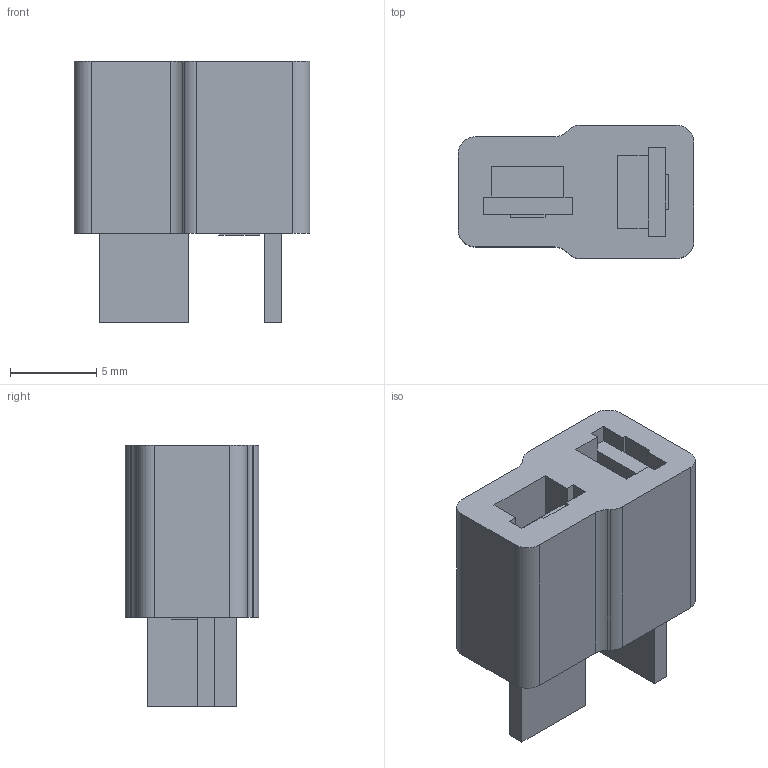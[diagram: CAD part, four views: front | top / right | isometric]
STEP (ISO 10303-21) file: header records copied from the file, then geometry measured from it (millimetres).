
FILE_DESCRIPTION (( 'STEP AP214' ), '1' );
FILE_NAME ('Female T-Plug connector.STEP', '2023-07-21T18:21:34', ( '' ), ( '' ), 'SwSTEP 2.0', 'SolidWorks 2010', '' );
FILE_SCHEMA (( 'AUTOMOTIVE_DESIGN' ));
Length unit declared in the file: millimetre
Products named in the file (1): Female T-Plug connector
Bounding box: 13.7 x 7.75 x 15.2 mm (x, y, z)
Volume: 872.7 mm3; surface area: 1011.3 mm2
Topology: 1 solids, 1 shells, 80 faces, 208 edges, 136 vertices
Faces by surface type: plane 72, cylinder 8
Entity records: 2614 total; most frequent: CARTESIAN_POINT 425, ORIENTED_EDGE 416, DIRECTION 386, EDGE_CURVE 208, LINE 192, VECTOR 192, VERTEX_POINT 136, AXIS2_PLACEMENT_3D 97
